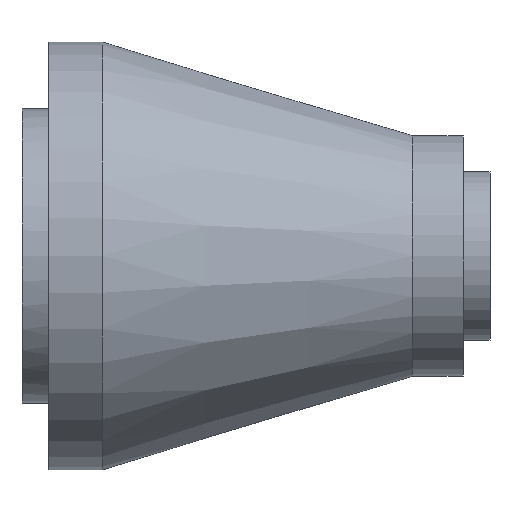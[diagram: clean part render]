
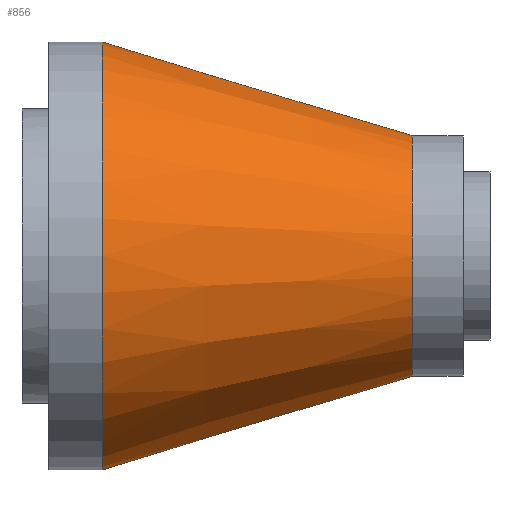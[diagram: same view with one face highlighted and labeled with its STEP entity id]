
A CAD part, top view. The second image highlights one B-rep face of the part: STEP entity #856.
In plain terms, the highlighted conical face has half-angle 16.79 degrees and reference radius 45 mm.
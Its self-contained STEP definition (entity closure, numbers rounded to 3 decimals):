
#21=CONICAL_SURFACE('',#993,45.,0.293);
#282=ORIENTED_EDGE('',*,*,#509,.T.);
#283=ORIENTED_EDGE('',*,*,#508,.F.);
#508=EDGE_CURVE('',#606,#606,#654,.T.);
#509=EDGE_CURVE('',#607,#607,#655,.T.);
#606=VERTEX_POINT('',#1797);
#607=VERTEX_POINT('',#1800);
#654=CIRCLE('',#992,45.);
#655=CIRCLE('',#994,80.);
#704=EDGE_LOOP('',(#282));
#705=EDGE_LOOP('',(#283));
#780=FACE_BOUND('',#704,.T.);
#781=FACE_BOUND('',#705,.T.);
#856=ADVANCED_FACE('',(#780,#781),#21,.T.);
#992=AXIS2_PLACEMENT_3D('',#1796,#1239,#1240);
#993=AXIS2_PLACEMENT_3D('',#1798,#1241,#1242);
#994=AXIS2_PLACEMENT_3D('',#1799,#1243,#1244);
#1239=DIRECTION('',(1.,0.,0.));
#1240=DIRECTION('',(0.,0.,-1.));
#1241=DIRECTION('',(-1.,0.,0.));
#1242=DIRECTION('',(0.,0.,1.));
#1243=DIRECTION('',(1.,0.,0.));
#1244=DIRECTION('',(0.,0.,-1.));
#1796=CARTESIAN_POINT('',(146.,0.,0.));
#1797=CARTESIAN_POINT('',(146.,0.,-45.));
#1798=CARTESIAN_POINT('',(146.,0.,0.));
#1799=CARTESIAN_POINT('',(30.,0.,0.));
#1800=CARTESIAN_POINT('',(30.,0.,-80.));
